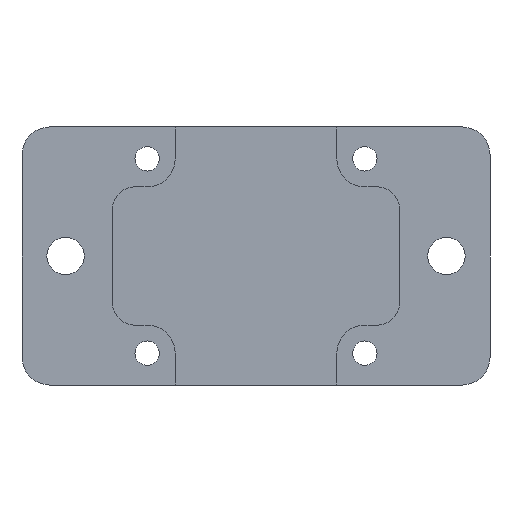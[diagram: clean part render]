
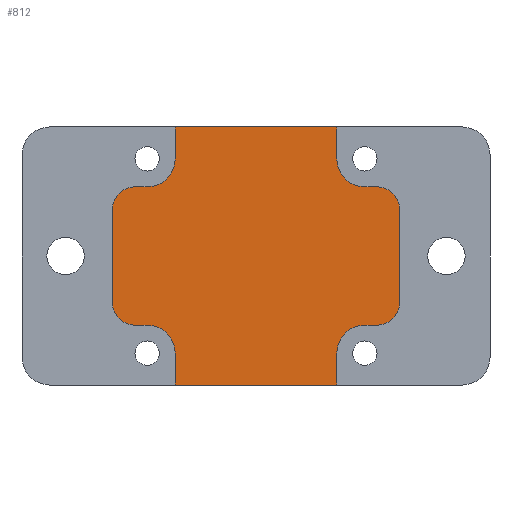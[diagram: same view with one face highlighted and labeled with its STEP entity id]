
A CAD part, front view. The second image highlights one B-rep face of the part: STEP entity #812.
In plain terms, the highlighted planar face has unit normal (0, -1, 0).
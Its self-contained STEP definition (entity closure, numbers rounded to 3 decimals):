
#34=LINE('',#1269,#102);
#40=LINE('',#1286,#108);
#49=LINE('',#1305,#117);
#54=LINE('',#1324,#122);
#58=LINE('',#1331,#126);
#62=LINE('',#1343,#130);
#66=LINE('',#1355,#134);
#70=LINE('',#1367,#138);
#72=LINE('',#1375,#140);
#76=LINE('',#1384,#144);
#79=LINE('',#1392,#147);
#82=LINE('',#1400,#150);
#102=VECTOR('',#1028,10.);
#108=VECTOR('',#1042,10.);
#117=VECTOR('',#1061,10.);
#122=VECTOR('',#1078,10.);
#126=VECTOR('',#1084,10.);
#130=VECTOR('',#1096,10.);
#134=VECTOR('',#1108,10.);
#138=VECTOR('',#1120,10.);
#140=VECTOR('',#1130,10.);
#144=VECTOR('',#1140,10.);
#147=VECTOR('',#1149,10.);
#150=VECTOR('',#1158,10.);
#222=FACE_OUTER_BOUND('',#267,.T.);
#267=EDGE_LOOP('',(#700,#701,#702,#703,#704,#705,#706,#707,#708,#709,#710,
#711,#712,#713,#714,#715,#716,#717,#718,#719));
#316=CIRCLE('',#895,1.8);
#318=CIRCLE('',#899,1.5);
#320=CIRCLE('',#903,1.5);
#322=CIRCLE('',#907,1.8);
#323=CIRCLE('',#910,1.8);
#324=CIRCLE('',#913,1.5);
#325=CIRCLE('',#916,1.5);
#326=CIRCLE('',#919,1.8);
#363=VERTEX_POINT('',#1266);
#364=VERTEX_POINT('',#1268);
#370=VERTEX_POINT('',#1283);
#371=VERTEX_POINT('',#1285);
#376=VERTEX_POINT('',#1303);
#384=VERTEX_POINT('',#1323);
#386=VERTEX_POINT('',#1329);
#388=VERTEX_POINT('',#1335);
#390=VERTEX_POINT('',#1341);
#392=VERTEX_POINT('',#1347);
#394=VERTEX_POINT('',#1353);
#396=VERTEX_POINT('',#1359);
#398=VERTEX_POINT('',#1365);
#400=VERTEX_POINT('',#1371);
#401=VERTEX_POINT('',#1378);
#402=VERTEX_POINT('',#1382);
#403=VERTEX_POINT('',#1386);
#404=VERTEX_POINT('',#1390);
#405=VERTEX_POINT('',#1394);
#406=VERTEX_POINT('',#1398);
#454=EDGE_CURVE('',#364,#363,#34,.T.);
#462=EDGE_CURVE('',#371,#370,#40,.T.);
#473=EDGE_CURVE('',#376,#370,#49,.T.);
#482=EDGE_CURVE('',#364,#384,#54,.T.);
#486=EDGE_CURVE('',#386,#363,#58,.T.);
#489=EDGE_CURVE('',#388,#386,#316,.T.);
#492=EDGE_CURVE('',#390,#388,#62,.T.);
#495=EDGE_CURVE('',#392,#390,#318,.T.);
#498=EDGE_CURVE('',#394,#392,#66,.T.);
#501=EDGE_CURVE('',#396,#394,#320,.T.);
#504=EDGE_CURVE('',#398,#396,#70,.T.);
#507=EDGE_CURVE('',#400,#398,#322,.T.);
#508=EDGE_CURVE('',#371,#400,#72,.T.);
#511=EDGE_CURVE('',#401,#376,#323,.T.);
#513=EDGE_CURVE('',#402,#401,#76,.T.);
#515=EDGE_CURVE('',#403,#402,#324,.T.);
#517=EDGE_CURVE('',#404,#403,#79,.T.);
#519=EDGE_CURVE('',#405,#404,#325,.T.);
#521=EDGE_CURVE('',#406,#405,#82,.T.);
#522=EDGE_CURVE('',#384,#406,#326,.T.);
#700=ORIENTED_EDGE('',*,*,#462,.T.);
#701=ORIENTED_EDGE('',*,*,#473,.F.);
#702=ORIENTED_EDGE('',*,*,#511,.F.);
#703=ORIENTED_EDGE('',*,*,#513,.F.);
#704=ORIENTED_EDGE('',*,*,#515,.F.);
#705=ORIENTED_EDGE('',*,*,#517,.F.);
#706=ORIENTED_EDGE('',*,*,#519,.F.);
#707=ORIENTED_EDGE('',*,*,#521,.F.);
#708=ORIENTED_EDGE('',*,*,#522,.F.);
#709=ORIENTED_EDGE('',*,*,#482,.F.);
#710=ORIENTED_EDGE('',*,*,#454,.T.);
#711=ORIENTED_EDGE('',*,*,#486,.F.);
#712=ORIENTED_EDGE('',*,*,#489,.F.);
#713=ORIENTED_EDGE('',*,*,#492,.F.);
#714=ORIENTED_EDGE('',*,*,#495,.F.);
#715=ORIENTED_EDGE('',*,*,#498,.F.);
#716=ORIENTED_EDGE('',*,*,#501,.F.);
#717=ORIENTED_EDGE('',*,*,#504,.F.);
#718=ORIENTED_EDGE('',*,*,#507,.F.);
#719=ORIENTED_EDGE('',*,*,#508,.F.);
#772=PLANE('',#920);
#812=ADVANCED_FACE('',(#222),#772,.F.);
#895=AXIS2_PLACEMENT_3D('',#1337,#1090,#1091);
#899=AXIS2_PLACEMENT_3D('',#1349,#1102,#1103);
#903=AXIS2_PLACEMENT_3D('',#1361,#1114,#1115);
#907=AXIS2_PLACEMENT_3D('',#1373,#1126,#1127);
#910=AXIS2_PLACEMENT_3D('',#1380,#1135,#1136);
#913=AXIS2_PLACEMENT_3D('',#1388,#1144,#1145);
#916=AXIS2_PLACEMENT_3D('',#1396,#1153,#1154);
#919=AXIS2_PLACEMENT_3D('',#1402,#1161,#1162);
#920=AXIS2_PLACEMENT_3D('',#1403,#1163,#1164);
#1028=DIRECTION('',(-1.,0.,0.));
#1042=DIRECTION('',(1.,0.,0.));
#1061=DIRECTION('',(0.,0.,-1.));
#1078=DIRECTION('',(0.,0.,-1.));
#1084=DIRECTION('',(0.,0.,1.));
#1090=DIRECTION('center_axis',(0.,-1.,0.));
#1091=DIRECTION('ref_axis',(-1.,0.,0.));
#1096=DIRECTION('',(1.,0.,0.));
#1102=DIRECTION('center_axis',(0.,1.,0.));
#1103=DIRECTION('ref_axis',(-1.,0.,0.));
#1108=DIRECTION('',(0.,0.,1.));
#1114=DIRECTION('center_axis',(0.,1.,0.));
#1115=DIRECTION('ref_axis',(0.,0.,-1.));
#1120=DIRECTION('',(-1.,0.,0.));
#1126=DIRECTION('center_axis',(0.,-1.,0.));
#1127=DIRECTION('ref_axis',(0.,0.,-1.));
#1130=DIRECTION('',(0.,0.,1.));
#1135=DIRECTION('center_axis',(0.,-1.,0.));
#1136=DIRECTION('ref_axis',(1.,0.,0.));
#1140=DIRECTION('',(-1.,0.,0.));
#1144=DIRECTION('center_axis',(0.,1.,0.));
#1145=DIRECTION('ref_axis',(1.,0.,0.));
#1149=DIRECTION('',(0.,0.,-1.));
#1153=DIRECTION('center_axis',(0.,1.,0.));
#1154=DIRECTION('ref_axis',(0.,0.,1.));
#1158=DIRECTION('',(1.,0.,0.));
#1161=DIRECTION('center_axis',(0.,-1.,0.));
#1162=DIRECTION('ref_axis',(0.,0.,1.));
#1163=DIRECTION('center_axis',(0.,1.,0.));
#1164=DIRECTION('ref_axis',(0.,0.,1.));
#1266=CARTESIAN_POINT('',(10.05,0.5,-0.2));
#1268=CARTESIAN_POINT('',(20.45,0.5,-0.2));
#1269=CARTESIAN_POINT('',(8.625,0.5,-0.2));
#1283=CARTESIAN_POINT('',(20.45,0.5,-16.8));
#1285=CARTESIAN_POINT('',(10.05,0.5,-16.8));
#1286=CARTESIAN_POINT('',(21.875,0.5,-16.8));
#1303=CARTESIAN_POINT('',(20.45,0.5,-14.75));
#1305=CARTESIAN_POINT('',(20.45,0.5,-14.75));
#1323=CARTESIAN_POINT('',(20.45,0.5,-2.25));
#1324=CARTESIAN_POINT('',(20.45,0.5,0.));
#1329=CARTESIAN_POINT('',(10.05,0.5,-2.25));
#1331=CARTESIAN_POINT('',(10.05,0.5,-2.25));
#1335=CARTESIAN_POINT('',(8.25,0.5,-4.05));
#1337=CARTESIAN_POINT('Origin',(8.25,0.5,-2.25));
#1341=CARTESIAN_POINT('',(7.5,0.5,-4.05));
#1343=CARTESIAN_POINT('',(7.5,0.5,-4.05));
#1347=CARTESIAN_POINT('',(6.,0.5,-5.55));
#1349=CARTESIAN_POINT('Origin',(7.5,0.5,-5.55));
#1353=CARTESIAN_POINT('',(6.,0.5,-11.45));
#1355=CARTESIAN_POINT('',(6.,0.5,-14.75));
#1359=CARTESIAN_POINT('',(7.5,0.5,-12.95));
#1361=CARTESIAN_POINT('Origin',(7.5,0.5,-11.45));
#1365=CARTESIAN_POINT('',(8.25,0.5,-12.95));
#1367=CARTESIAN_POINT('',(8.25,0.5,-12.95));
#1371=CARTESIAN_POINT('',(10.05,0.5,-14.75));
#1373=CARTESIAN_POINT('Origin',(8.25,0.5,-14.75));
#1375=CARTESIAN_POINT('',(10.05,0.5,-17.));
#1378=CARTESIAN_POINT('',(22.25,0.5,-12.95));
#1380=CARTESIAN_POINT('Origin',(22.25,0.5,-14.75));
#1382=CARTESIAN_POINT('',(23.,0.5,-12.95));
#1384=CARTESIAN_POINT('',(23.,0.5,-12.95));
#1386=CARTESIAN_POINT('',(24.5,0.5,-11.45));
#1388=CARTESIAN_POINT('Origin',(23.,0.5,-11.45));
#1390=CARTESIAN_POINT('',(24.5,0.5,-5.55));
#1392=CARTESIAN_POINT('',(24.5,0.5,-2.25));
#1394=CARTESIAN_POINT('',(23.,0.5,-4.05));
#1396=CARTESIAN_POINT('Origin',(23.,0.5,-5.55));
#1398=CARTESIAN_POINT('',(22.25,0.5,-4.05));
#1400=CARTESIAN_POINT('',(22.25,0.5,-4.05));
#1402=CARTESIAN_POINT('Origin',(22.25,0.5,-2.25));
#1403=CARTESIAN_POINT('Origin',(15.25,0.5,-8.5));
